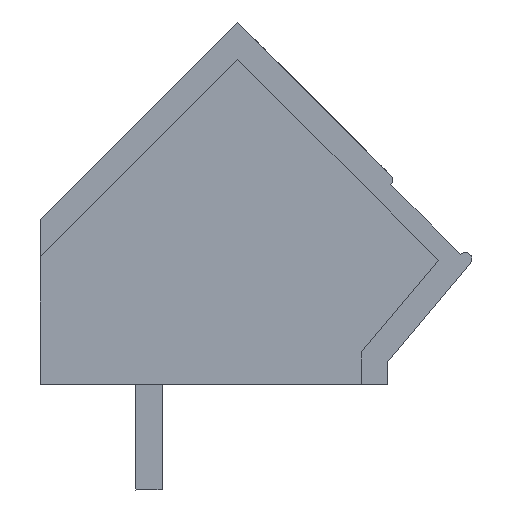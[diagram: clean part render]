
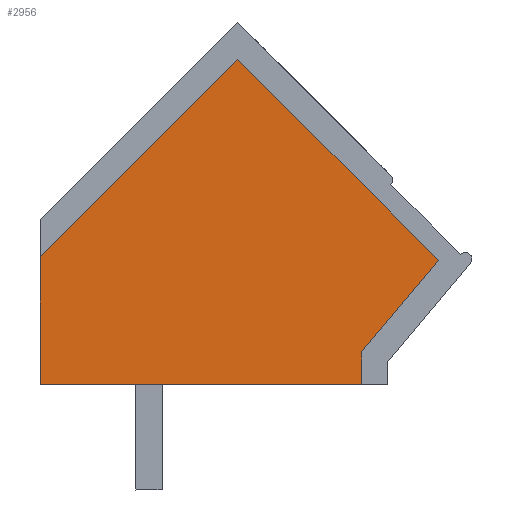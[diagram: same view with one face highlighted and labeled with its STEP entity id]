
A CAD part, left-side view. The second image highlights one B-rep face of the part: STEP entity #2956.
In plain terms, the highlighted planar face has unit normal (-1, 0, 0).
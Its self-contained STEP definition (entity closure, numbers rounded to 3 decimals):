
#2946=AXIS2_PLACEMENT_3D('Plane Axis2P3D',#2943,#2944,#2945) ;
#398=CARTESIAN_POINT('Vertex',(0.3,3.346,3.2)) ;
#401=CARTESIAN_POINT('Line Origine',(0.3,8.223,3.2)) ;
#405=CARTESIAN_POINT('Vertex',(0.3,13.1,3.2)) ;
#1486=CARTESIAN_POINT('Line Origine',(0.3,13.1,5.139)) ;
#1490=CARTESIAN_POINT('Vertex',(0.3,13.1,7.078)) ;
#1568=CARTESIAN_POINT('Line Origine',(0.3,10.105,10.073)) ;
#1572=CARTESIAN_POINT('Vertex',(0.3,7.11,13.069)) ;
#1593=CARTESIAN_POINT('Line Origine',(0.3,4.061,10.02)) ;
#1597=CARTESIAN_POINT('Vertex',(0.3,1.013,6.972)) ;
#1618=CARTESIAN_POINT('Line Origine',(0.3,2.18,5.582)) ;
#1622=CARTESIAN_POINT('Vertex',(0.3,3.346,4.191)) ;
#1643=CARTESIAN_POINT('Line Origine',(0.3,3.346,3.696)) ;
#2943=CARTESIAN_POINT('Axis2P3D Location',(0.3,4.168,11.258)) ;
#402=DIRECTION('Vector Direction',(0.,-1.,0.)) ;
#1487=DIRECTION('Vector Direction',(0.,0.,-1.)) ;
#1569=DIRECTION('Vector Direction',(0.,-0.707,0.707)) ;
#1594=DIRECTION('Vector Direction',(0.,-0.707,-0.707)) ;
#1619=DIRECTION('Vector Direction',(0.,0.643,-0.766)) ;
#1644=DIRECTION('Vector Direction',(0.,0.,-1.)) ;
#2944=DIRECTION('Axis2P3D Direction',(-1.,-0.,0.)) ;
#2945=DIRECTION('Axis2P3D XDirection',(0.,-0.707,-0.707)) ;
#403=VECTOR('Line Direction',#402,1.) ;
#1488=VECTOR('Line Direction',#1487,1.) ;
#1570=VECTOR('Line Direction',#1569,1.) ;
#1595=VECTOR('Line Direction',#1594,1.) ;
#1620=VECTOR('Line Direction',#1619,1.) ;
#1645=VECTOR('Line Direction',#1644,1.) ;
#2949=ORIENTED_EDGE('',*,*,#1574,.F.) ;
#2950=ORIENTED_EDGE('',*,*,#1492,.T.) ;
#2951=ORIENTED_EDGE('',*,*,#407,.T.) ;
#2952=ORIENTED_EDGE('',*,*,#1647,.F.) ;
#2953=ORIENTED_EDGE('',*,*,#1624,.F.) ;
#2954=ORIENTED_EDGE('',*,*,#1599,.F.) ;
#2956=ADVANCED_FACE('HOUSING',(#2955),#2947,.T.) ;
#407=EDGE_CURVE('',#406,#399,#404,.T.) ;
#1492=EDGE_CURVE('',#1491,#406,#1489,.T.) ;
#1574=EDGE_CURVE('',#1491,#1573,#1571,.T.) ;
#1599=EDGE_CURVE('',#1573,#1598,#1596,.T.) ;
#1624=EDGE_CURVE('',#1598,#1623,#1621,.T.) ;
#1647=EDGE_CURVE('',#1623,#399,#1646,.T.) ;
#2948=EDGE_LOOP('',(#2949,#2950,#2951,#2952,#2953,#2954)) ;
#2955=FACE_OUTER_BOUND('',#2948,.T.) ;
#404=LINE('Line',#401,#403) ;
#1489=LINE('Line',#1486,#1488) ;
#1571=LINE('Line',#1568,#1570) ;
#1596=LINE('Line',#1593,#1595) ;
#1621=LINE('Line',#1618,#1620) ;
#1646=LINE('Line',#1643,#1645) ;
#2947=PLANE('',#2946) ;
#399=VERTEX_POINT('',#398) ;
#406=VERTEX_POINT('',#405) ;
#1491=VERTEX_POINT('',#1490) ;
#1573=VERTEX_POINT('',#1572) ;
#1598=VERTEX_POINT('',#1597) ;
#1623=VERTEX_POINT('',#1622) ;
